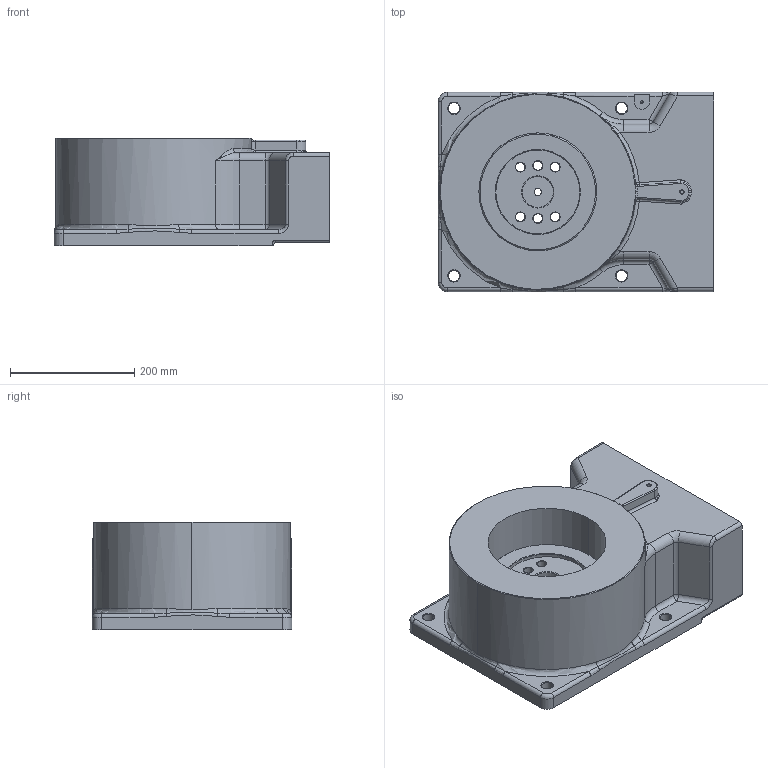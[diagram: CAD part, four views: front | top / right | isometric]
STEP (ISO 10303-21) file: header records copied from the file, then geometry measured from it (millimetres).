
FILE_DESCRIPTION (( 'STEP AP203' ), '1' );
FILE_NAME ('CR1401 底座组件3-wf_默认_sldprt.STEP', '2020-01-18T15:01:52', ( '' ), ( '' ), 'SwSTEP 2.0', 'SolidWorks 2016', '' );
FILE_SCHEMA (( 'CONFIG_CONTROL_DESIGN' ));
Length unit declared in the file: millimetre
Products named in the file (1): CR1401 底座组件3-wf_默认_sldprt
Bounding box: 444 x 321 x 173 mm (x, y, z)
Volume: 16157977.6 mm3; surface area: 611623.6 mm2
Topology: 1 solids, 1 shells, 295 faces, 720 edges, 417 vertices
Faces by surface type: cylinder 107, cone 77, plane 50, bspline 30, torus 29, sphere 2
Entity records: 10809 total; most frequent: CARTESIAN_POINT 4030, DIRECTION 1447, ORIENTED_EDGE 1392, EDGE_CURVE 696, AXIS2_PLACEMENT_3D 593, VERTEX_POINT 417, EDGE_LOOP 331, CIRCLE 327
